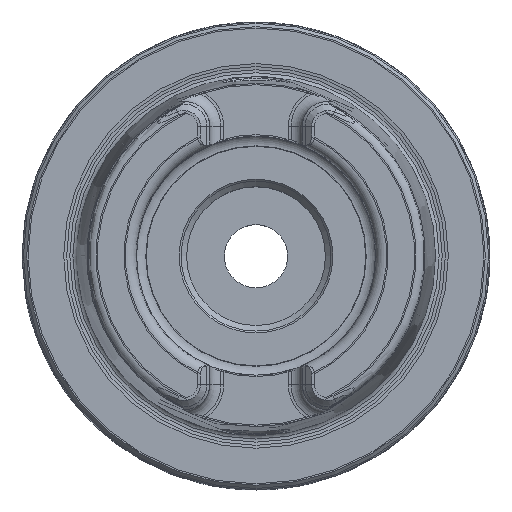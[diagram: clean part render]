
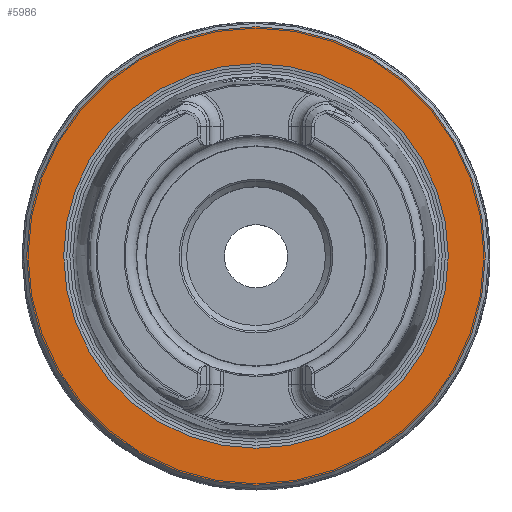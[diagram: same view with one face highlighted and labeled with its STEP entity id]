
A CAD part, top view. The second image highlights one B-rep face of the part: STEP entity #5986.
In plain terms, the highlighted planar face has unit normal (0, 0, 1).
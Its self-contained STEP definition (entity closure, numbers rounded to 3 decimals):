
#614=PLANE('',#6444);
#1583=ORIENTED_EDGE('',*,*,#2409,.T.);
#1584=ORIENTED_EDGE('',*,*,#2408,.F.);
#2408=EDGE_CURVE('',#2871,#2871,#3106,.T.);
#2409=EDGE_CURVE('',#2872,#2872,#3107,.T.);
#2871=VERTEX_POINT('',#9532);
#2872=VERTEX_POINT('',#9535);
#3106=CIRCLE('',#6443,20.672);
#3107=CIRCLE('',#6445,24.65);
#3400=EDGE_LOOP('',(#1583));
#3401=EDGE_LOOP('',(#1584));
#3774=FACE_BOUND('',#3400,.T.);
#3775=FACE_BOUND('',#3401,.T.);
#5986=ADVANCED_FACE('',(#3774,#3775),#614,.T.);
#6443=AXIS2_PLACEMENT_3D('',#9531,#7447,#7448);
#6444=AXIS2_PLACEMENT_3D('',#9533,#7449,#7450);
#6445=AXIS2_PLACEMENT_3D('',#9534,#7451,#7452);
#7447=DIRECTION('',(0.,0.,1.));
#7448=DIRECTION('',(1.,0.,0.));
#7449=DIRECTION('',(0.,0.,1.));
#7450=DIRECTION('',(1.,0.,0.));
#7451=DIRECTION('',(0.,0.,1.));
#7452=DIRECTION('',(1.,0.,0.));
#9531=CARTESIAN_POINT('',(0.,0.,0.2));
#9532=CARTESIAN_POINT('',(20.672,0.,0.2));
#9533=CARTESIAN_POINT('',(20.672,0.,0.2));
#9534=CARTESIAN_POINT('',(0.,0.,0.2));
#9535=CARTESIAN_POINT('',(24.65,0.,0.2));
